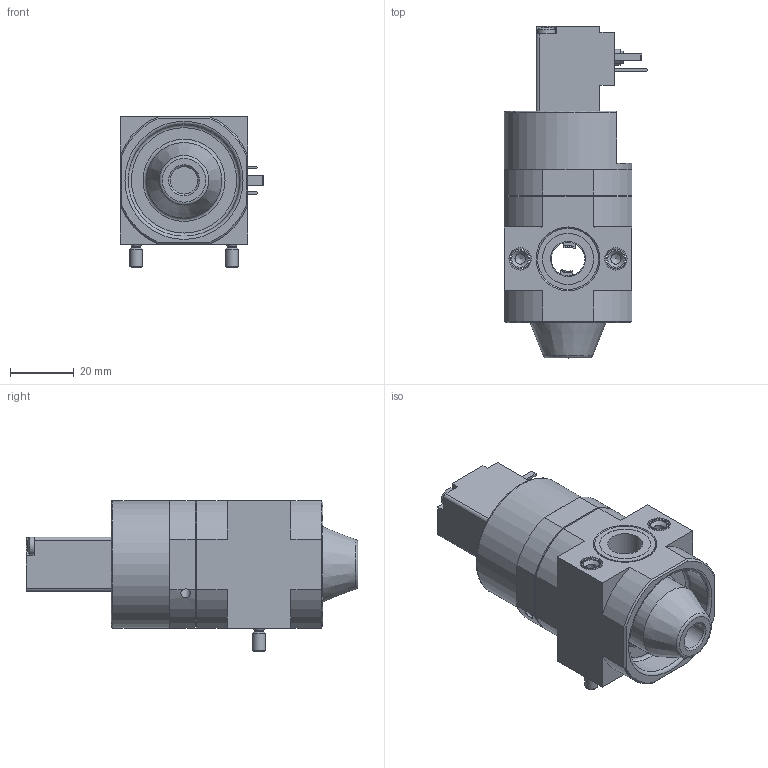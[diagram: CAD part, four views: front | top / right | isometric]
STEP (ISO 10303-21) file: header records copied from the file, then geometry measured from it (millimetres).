
FILE_DESCRIPTION(/* description */ ('STEP AP214'),/* implementation_level */ '2;1');
FILE_NAME(/* name */ '172956_HEE-D-MINI-24',/* time_stamp */ '2024-08-22T15:20:35+02:00',/* author */ ('License CC BY-ND 4.0'),/* organization */ ('CADENAS'),/* preprocessor_version */ 'ST-DEVELOPER v19.3',/* originating_system */ 'PARTsolutions',/* authorisation */ ' ');
FILE_SCHEMA (('AUTOMOTIVE_DESIGN {1 0 10303 214 3 1 1}'));
Length unit declared in the file: millimetre
Products named in the file (4): 172956 HEE-D-MINI-24; 746236 HEE-D-MINI-24; 355622 FRB-D-MINI; 364665 MSEB-3-24V-D
Assembly tree (4 placements, depth 2):
  172956 HEE-D-MINI-24
    746236 HEE-D-MINI-24
    355622 FRB-D-MINI  x2
    364665 MSEB-3-24V-D
Bounding box: 45 x 104 x 47.3 mm (x, y, z)
Volume: 95513.8 mm3; surface area: 24265.3 mm2
Topology: 4 solids, 4 shells, 283 faces, 685 edges, 437 vertices
Faces by surface type: plane 143, cylinder 93, cone 34, torus 11, sphere 2
Full cylindrical faces by diameter (mm): 2.013 x1, 2.5 x1, 2.9 x2, 3 x1, 3.242 x2, 3.8 x1, 4 x3, 5 x1, 5.2 x2, 5.4 x1, 5.5 x2, 5.6 x2, 6 x5, 8.566 x1, 10.6 x1, 11 x1, 12.01 x1, 15.6 x1, 16 x1, 19.1 x2, 23.7 x1, 35 x1, 40 x1
Entity records: 9468 total; most frequent: CARTESIAN_POINT 1399, DIRECTION 1343, ORIENTED_EDGE 1176, EDGE_CURVE 588, AXIS2_PLACEMENT_3D 520, VERTEX_POINT 411, FACE_BOUND 361, EDGE_LOOP 359
